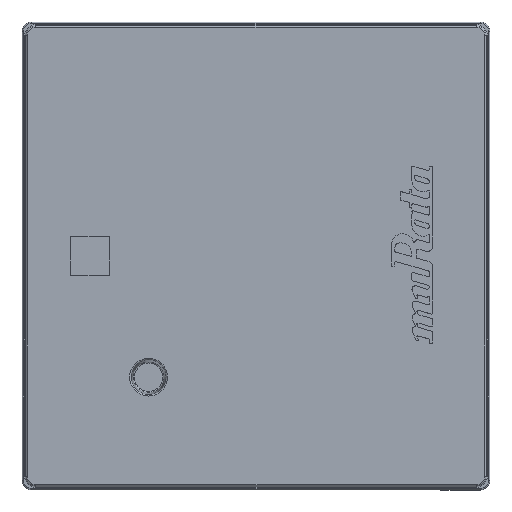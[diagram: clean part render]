
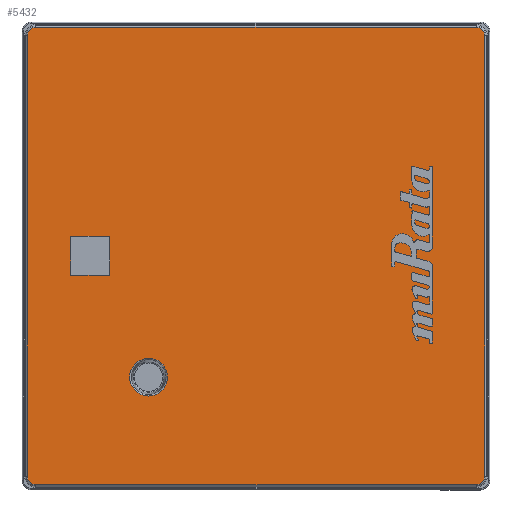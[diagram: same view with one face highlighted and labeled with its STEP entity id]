
A CAD part, top view. The second image highlights one B-rep face of the part: STEP entity #5432.
In plain terms, the highlighted planar face has unit normal (0, 0, 1).
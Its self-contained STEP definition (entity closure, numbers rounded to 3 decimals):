
#414=FACE_BOUND('',#889,.T.);
#430=PLANE('',#5866);
#583=FACE_OUTER_BOUND('',#888,.T.);
#888=EDGE_LOOP('',(#3791,#3792,#3793,#3794,#3795,#3796,#3797,#3798));
#889=EDGE_LOOP('',(#3799));
#1229=LINE('',#7744,#1724);
#1230=LINE('',#7748,#1725);
#1231=LINE('',#7752,#1726);
#1232=LINE('',#7756,#1727);
#1724=VECTOR('',#6392,10.);
#1725=VECTOR('',#6395,10.);
#1726=VECTOR('',#6398,10.);
#1727=VECTOR('',#6401,10.);
#2193=CIRCLE('',#5859,0.485);
#2199=CIRCLE('',#5867,0.215);
#2200=CIRCLE('',#5868,0.215);
#2201=CIRCLE('',#5869,0.215);
#2202=CIRCLE('',#5870,0.215);
#2323=VERTEX_POINT('',#7728);
#2328=VERTEX_POINT('',#7742);
#2329=VERTEX_POINT('',#7743);
#2330=VERTEX_POINT('',#7745);
#2331=VERTEX_POINT('',#7747);
#2332=VERTEX_POINT('',#7749);
#2333=VERTEX_POINT('',#7751);
#2334=VERTEX_POINT('',#7753);
#2335=VERTEX_POINT('',#7755);
#2898=EDGE_CURVE('',#2323,#2323,#2193,.T.);
#2905=EDGE_CURVE('',#2328,#2329,#1229,.T.);
#2906=EDGE_CURVE('',#2330,#2328,#2199,.T.);
#2907=EDGE_CURVE('',#2331,#2330,#1230,.T.);
#2908=EDGE_CURVE('',#2332,#2331,#2200,.T.);
#2909=EDGE_CURVE('',#2333,#2332,#1231,.T.);
#2910=EDGE_CURVE('',#2334,#2333,#2201,.T.);
#2911=EDGE_CURVE('',#2335,#2334,#1232,.T.);
#2912=EDGE_CURVE('',#2329,#2335,#2202,.T.);
#3791=ORIENTED_EDGE('',*,*,#2905,.F.);
#3792=ORIENTED_EDGE('',*,*,#2906,.F.);
#3793=ORIENTED_EDGE('',*,*,#2907,.F.);
#3794=ORIENTED_EDGE('',*,*,#2908,.F.);
#3795=ORIENTED_EDGE('',*,*,#2909,.F.);
#3796=ORIENTED_EDGE('',*,*,#2910,.F.);
#3797=ORIENTED_EDGE('',*,*,#2911,.F.);
#3798=ORIENTED_EDGE('',*,*,#2912,.F.);
#3799=ORIENTED_EDGE('',*,*,#2898,.F.);
#5432=ADVANCED_FACE('',(#583,#414),#430,.T.);
#5859=AXIS2_PLACEMENT_3D('',#7729,#6375,#6376);
#5866=AXIS2_PLACEMENT_3D('',#7741,#6390,#6391);
#5867=AXIS2_PLACEMENT_3D('',#7746,#6393,#6394);
#5868=AXIS2_PLACEMENT_3D('',#7750,#6396,#6397);
#5869=AXIS2_PLACEMENT_3D('',#7754,#6399,#6400);
#5870=AXIS2_PLACEMENT_3D('',#7757,#6402,#6403);
#6375=DIRECTION('center_axis',(0.,0.,1.));
#6376=DIRECTION('ref_axis',(-1.,0.,0.));
#6390=DIRECTION('center_axis',(0.,0.,1.));
#6391=DIRECTION('ref_axis',(1.,0.,0.));
#6392=DIRECTION('',(0.,1.,0.));
#6393=DIRECTION('center_axis',(0.,0.,-1.));
#6394=DIRECTION('ref_axis',(-0.707,-0.707,0.));
#6395=DIRECTION('',(-1.,0.,0.));
#6396=DIRECTION('center_axis',(0.,0.,-1.));
#6397=DIRECTION('ref_axis',(0.707,-0.707,0.));
#6398=DIRECTION('',(0.,-1.,0.));
#6399=DIRECTION('center_axis',(0.,0.,-1.));
#6400=DIRECTION('ref_axis',(0.707,0.707,0.));
#6401=DIRECTION('',(1.,0.,0.));
#6402=DIRECTION('center_axis',(0.,0.,-1.));
#6403=DIRECTION('ref_axis',(-0.707,0.707,0.));
#7728=CARTESIAN_POINT('',(3.24,3.11,3.));
#7729=CARTESIAN_POINT('Origin',(2.755,3.11,3.));
#7741=CARTESIAN_POINT('Origin',(0.,0.,3.));
#7742=CARTESIAN_POINT('',(-5.865,-5.65,3.));
#7743=CARTESIAN_POINT('',(-5.865,5.65,3.));
#7744=CARTESIAN_POINT('',(-5.865,2.95,3.));
#7745=CARTESIAN_POINT('',(-5.65,-5.865,3.));
#7746=CARTESIAN_POINT('Origin',(-5.65,-5.65,3.));
#7747=CARTESIAN_POINT('',(5.65,-5.865,3.));
#7748=CARTESIAN_POINT('',(-2.95,-5.865,3.));
#7749=CARTESIAN_POINT('',(5.865,-5.65,3.));
#7750=CARTESIAN_POINT('Origin',(5.65,-5.65,3.));
#7751=CARTESIAN_POINT('',(5.865,5.65,3.));
#7752=CARTESIAN_POINT('',(5.865,-2.95,3.));
#7753=CARTESIAN_POINT('',(5.65,5.865,3.));
#7754=CARTESIAN_POINT('Origin',(5.65,5.65,3.));
#7755=CARTESIAN_POINT('',(-5.65,5.865,3.));
#7756=CARTESIAN_POINT('',(2.95,5.865,3.));
#7757=CARTESIAN_POINT('Origin',(-5.65,5.65,3.));
